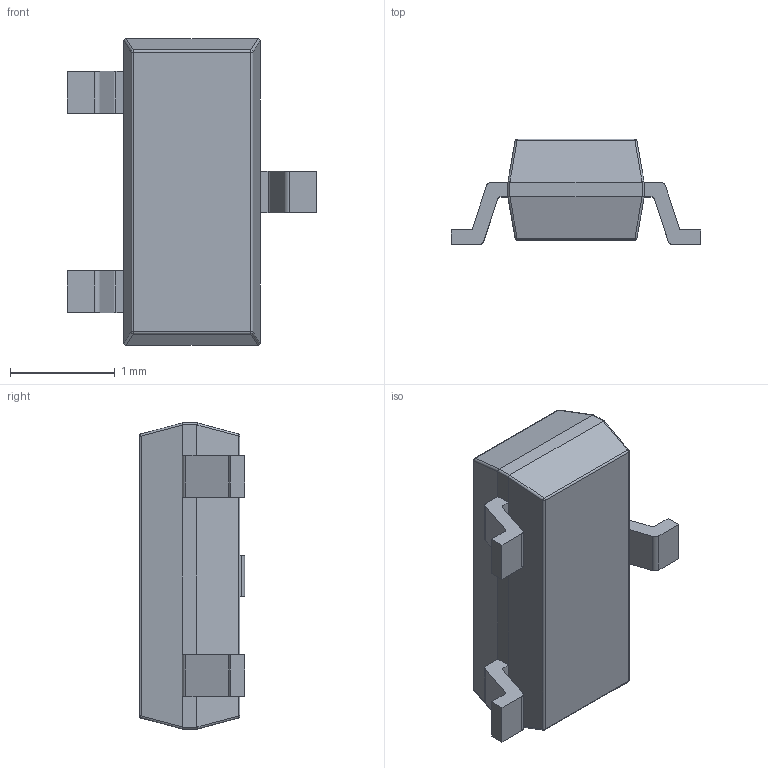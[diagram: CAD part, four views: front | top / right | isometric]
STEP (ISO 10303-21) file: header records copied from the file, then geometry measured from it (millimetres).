
FILE_DESCRIPTION (( 'STEP AP214' ), '1' );
FILE_NAME ('SM05-02HTG.STEP', '2025-03-10T13:46:16', ( '' ), ( '' ), 'SwSTEP 2.0', 'SolidWorks 2024', '' );
FILE_SCHEMA (( 'AUTOMOTIVE_DESIGN' ));
Length unit declared in the file: millimetre
Products named in the file (1): SM05-02HTG
Bounding box: 2.38 x 1 x 2.92 mm (x, y, z)
Volume: 3.5 mm3; surface area: 17.1 mm2
Topology: 3 solids, 3 shells, 84 faces, 206 edges, 128 vertices
Faces by surface type: plane 44, cylinder 32, sphere 8
Entity records: 3052 total; most frequent: CARTESIAN_POINT 563, ORIENTED_EDGE 412, DIRECTION 408, EDGE_CURVE 206, VECTOR 142, LINE 142, AXIS2_PLACEMENT_3D 133, VERTEX_POINT 128
